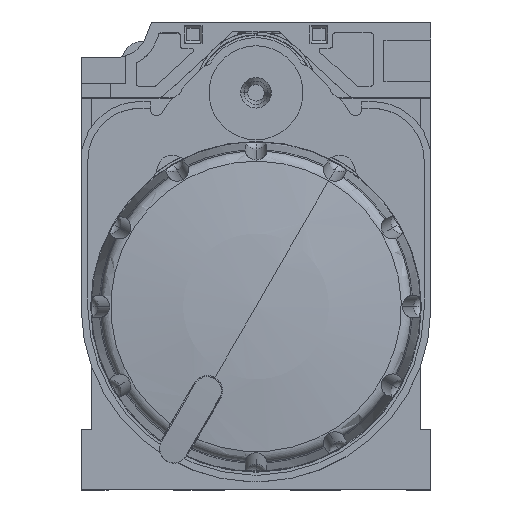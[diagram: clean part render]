
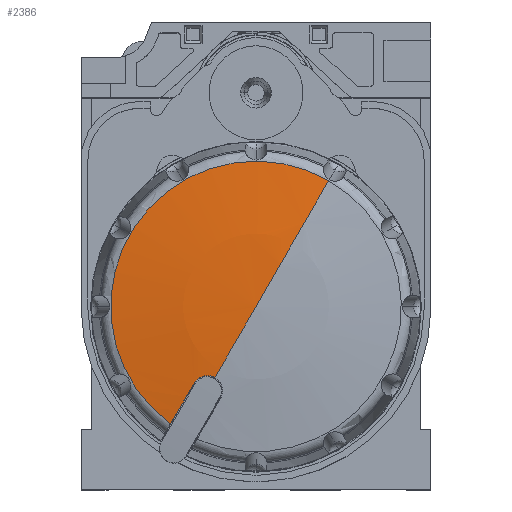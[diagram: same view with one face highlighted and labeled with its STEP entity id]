
A CAD part, top view. The second image highlights one B-rep face of the part: STEP entity #2386.
In plain terms, the highlighted spherical face has radius 100 mm.
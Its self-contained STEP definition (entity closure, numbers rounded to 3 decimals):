
#2386=ADVANCED_FACE('',(#7038),#7039,.T.);
#7038=FACE_OUTER_BOUND('',#14055,.T.);
#7039=SPHERICAL_SURFACE('',#14056,100.);
#14055=EDGE_LOOP('',(#21084,#21085,#21086,#21087,#21088));
#14056=AXIS2_PLACEMENT_3D('',#21089,#21090,#21091);
#21084=ORIENTED_EDGE('',*,*,#43412,.F.);
#21085=ORIENTED_EDGE('',*,*,#43413,.F.);
#21086=ORIENTED_EDGE('',*,*,#43414,.T.);
#21087=ORIENTED_EDGE('',*,*,#43415,.T.);
#21088=ORIENTED_EDGE('',*,*,#43416,.F.);
#21089=CARTESIAN_POINT('',(14.9,15.55,-34.64));
#21090=DIRECTION('',(0.0,0.0,-1.0));
#21091=DIRECTION('',(-0.5,-0.866,0.0));
#43412=EDGE_CURVE('',#52296,#52297,#52298,.T.);
#43413=EDGE_CURVE('',#52299,#52296,#52300,.T.);
#43414=EDGE_CURVE('',#52299,#52301,#52302,.T.);
#43415=EDGE_CURVE('',#52301,#52303,#52304,.T.);
#43416=EDGE_CURVE('',#52297,#52303,#52305,.T.);
#52296=VERTEX_POINT('',#65498);
#52297=VERTEX_POINT('',#65499);
#52298=CIRCLE('',#65500,100.);
#52299=VERTEX_POINT('',#65501);
#52300=CIRCLE('',#65502,12.38);
#52301=VERTEX_POINT('',#65503);
#52302=CIRCLE('',#65504,99.992);
#52303=VERTEX_POINT('',#65505);
#52304=B_SPLINE_CURVE_WITH_KNOTS('',3,(#65506,#65507,#65508,#65509,#65510,#65511,#65512,#65513,#65514,#65515),.UNSPECIFIED.,.F.,.F.,(4,2,2,2,4),(1.962,2.454,2.945,3.435,3.924),.UNSPECIFIED.);
#52305=CIRCLE('',#65516,100.);
#65498=CARTESIAN_POINT('',(21.09,26.271,64.591));
#65499=CARTESIAN_POINT('',(14.9,15.55,65.36));
#65500=AXIS2_PLACEMENT_3D('',#85489,#85490,#85491);
#65501=CARTESIAN_POINT('',(7.619,5.538,64.591));
#65502=AXIS2_PLACEMENT_3D('',#85492,#85493,#85494);
#65503=CARTESIAN_POINT('',(9.624,9.012,65.006));
#65504=AXIS2_PLACEMENT_3D('',#85495,#85496,#85497);
#65505=CARTESIAN_POINT('',(11.4,9.488,65.115));
#65506=CARTESIAN_POINT('',(9.624,9.012,65.006));
#65507=CARTESIAN_POINT('',(9.706,9.153,65.02));
#65508=CARTESIAN_POINT('',(9.821,9.288,65.035));
#65509=CARTESIAN_POINT('',(10.096,9.499,65.061));
#65510=CARTESIAN_POINT('',(10.256,9.576,65.073));
#65511=CARTESIAN_POINT('',(10.572,9.66,65.093));
#65512=CARTESIAN_POINT('',(10.748,9.673,65.101));
#65513=CARTESIAN_POINT('',(11.092,9.628,65.112));
#65514=CARTESIAN_POINT('',(11.259,9.569,65.115));
#65515=CARTESIAN_POINT('',(11.4,9.488,65.115));
#65516=AXIS2_PLACEMENT_3D('',#85498,#85499,#85500);
#85489=CARTESIAN_POINT('',(14.9,15.55,-34.64));
#85490=DIRECTION('',(0.866,-0.5,0.0));
#85491=DIRECTION('',(0.0,0.0,1.0));
#85492=CARTESIAN_POINT('',(14.9,15.55,64.591));
#85493=DIRECTION('',(-0.0,0.0,-1.0));
#85494=DIRECTION('',(-0.5,-0.866,0.0));
#85495=CARTESIAN_POINT('',(13.774,16.2,-34.64));
#85496=DIRECTION('',(-0.866,0.5,0.0));
#85497=DIRECTION('',(0.0,0.0,-1.0));
#85498=CARTESIAN_POINT('',(14.9,15.55,-34.64));
#85499=DIRECTION('',(0.866,-0.5,0.0));
#85500=DIRECTION('',(0.0,0.0,1.0));
